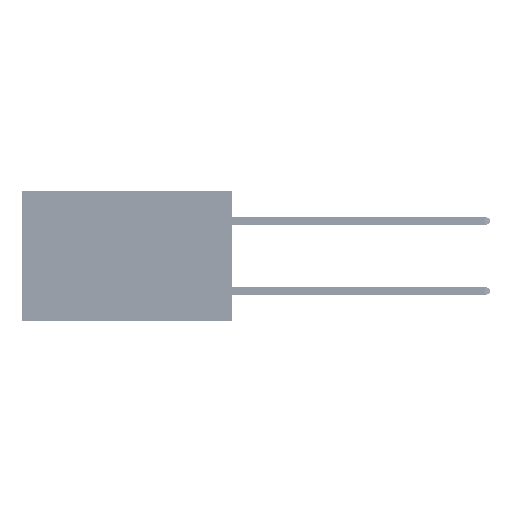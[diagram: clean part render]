
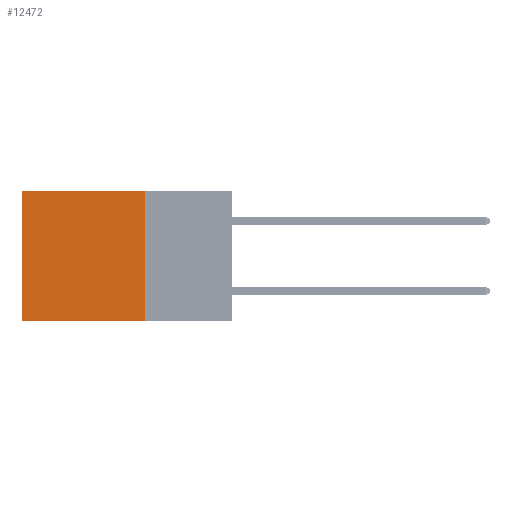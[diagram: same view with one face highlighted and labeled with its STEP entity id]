
A CAD part, left-side view. The second image highlights one B-rep face of the part: STEP entity #12472.
In plain terms, the highlighted planar face has unit normal (-1, 0, 0).
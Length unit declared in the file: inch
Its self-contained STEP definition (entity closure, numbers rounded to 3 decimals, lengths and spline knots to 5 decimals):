
#124 = ORIENTED_EDGE ( 'NONE', *, *, #13243, .T. ) ;
#940 = ORIENTED_EDGE ( 'NONE', *, *, #18041, .F. ) ;
#1011 = CARTESIAN_POINT ( 'NONE',  ( 0.2875, 0.25, 0. ) ) ;
#2419 = DIRECTION ( 'NONE',  ( 0., 1., 0. ) ) ;
#2513 = LINE ( 'NONE', #36984, #39895 ) ;
#4698 = ORIENTED_EDGE ( 'NONE', *, *, #34744, .F. ) ;
#5462 = PLANE ( 'NONE',  #46896 ) ;
#7837 = VECTOR ( 'NONE', #47655, 39.37008 ) ;
#7867 = VERTEX_POINT ( 'NONE', #25492 ) ;
#8381 = CARTESIAN_POINT ( 'NONE',  ( 0.2875, 0.25, 0. ) ) ;
#9021 = ORIENTED_EDGE ( 'NONE', *, *, #31913, .T. ) ;
#10197 = CARTESIAN_POINT ( 'NONE',  ( 0.2875, 0.25, 0. ) ) ;
#10650 = LINE ( 'NONE', #44934, #43317 ) ;
#11070 = VERTEX_POINT ( 'NONE', #17421 ) ;
#12472 = ADVANCED_FACE ( 'NONE', ( #48673 ), #5462, .F. ) ;
#13243 = EDGE_CURVE ( 'NONE', #15879, #7867, #22145, .T. ) ;
#13247 = DIRECTION ( 'NONE',  ( 1., 0., 0. ) ) ;
#14487 = VECTOR ( 'NONE', #2419, 39.37008 ) ;
#15879 = VERTEX_POINT ( 'NONE', #8381 ) ;
#17421 = CARTESIAN_POINT ( 'NONE',  ( 0.2875, 0.6, -0.37 ) ) ;
#18041 = EDGE_CURVE ( 'NONE', #42567, #11070, #10650, .T. ) ;
#22145 = LINE ( 'NONE', #10197, #14487 ) ;
#22151 = DIRECTION ( 'NONE',  ( 0., 1., 0. ) ) ;
#24699 = DIRECTION ( 'NONE',  ( 0., 0., -1. ) ) ;
#25492 = CARTESIAN_POINT ( 'NONE',  ( 0.2875, 0.6, 0. ) ) ;
#25698 = DIRECTION ( 'NONE',  ( 0., 0., -1. ) ) ;
#31913 = EDGE_CURVE ( 'NONE', #7867, #11070, #2513, .T. ) ;
#33440 = EDGE_LOOP ( 'NONE', ( #9021, #940, #4698, #124 ) ) ;
#34744 = EDGE_CURVE ( 'NONE', #15879, #42567, #48198, .T. ) ;
#36984 = CARTESIAN_POINT ( 'NONE',  ( 0.2875, 0.6, 0. ) ) ;
#39895 = VECTOR ( 'NONE', #25698, 39.37008 ) ;
#42567 = VERTEX_POINT ( 'NONE', #45104 ) ;
#43317 = VECTOR ( 'NONE', #22151, 39.37008 ) ;
#43844 = CARTESIAN_POINT ( 'NONE',  ( 0.2875, 0.25, 0. ) ) ;
#44934 = CARTESIAN_POINT ( 'NONE',  ( 0.2875, 0.25, -0.37 ) ) ;
#45104 = CARTESIAN_POINT ( 'NONE',  ( 0.2875, 0.25, -0.37 ) ) ;
#46896 = AXIS2_PLACEMENT_3D ( 'NONE', #1011, #13247, #24699 ) ;
#47655 = DIRECTION ( 'NONE',  ( 0., 0., -1. ) ) ;
#48198 = LINE ( 'NONE', #43844, #7837 ) ;
#48673 = FACE_OUTER_BOUND ( 'NONE', #33440, .T. ) ;
